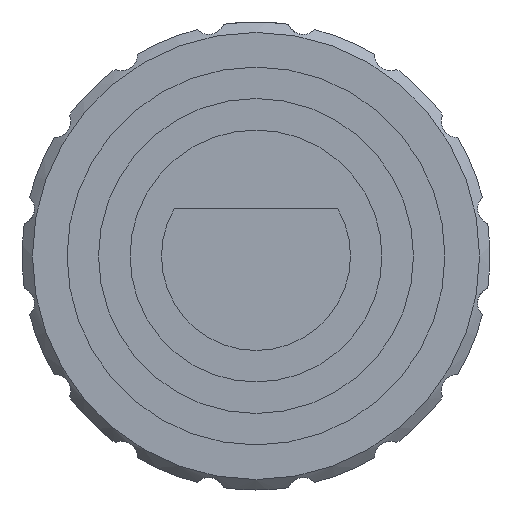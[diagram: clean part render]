
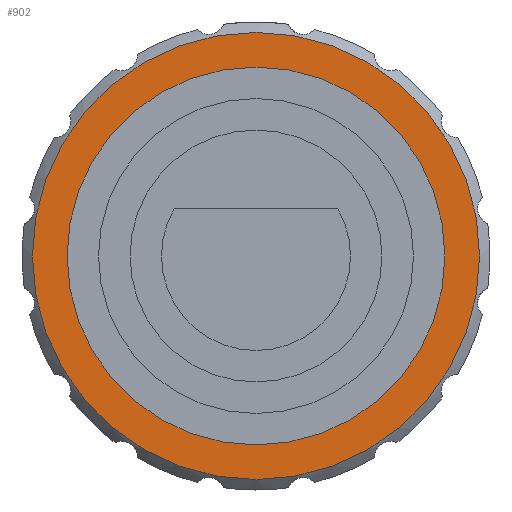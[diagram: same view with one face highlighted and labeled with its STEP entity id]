
A CAD part, front view. The second image highlights one B-rep face of the part: STEP entity #902.
In plain terms, the highlighted planar face has unit normal (0, -1, 0).
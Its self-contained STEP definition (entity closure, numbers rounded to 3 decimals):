
#23=FACE_BOUND('',#157,.T.);
#66=PLANE('',#1014);
#104=FACE_OUTER_BOUND('',#156,.T.);
#156=EDGE_LOOP('',(#750));
#157=EDGE_LOOP('',(#751));
#288=CIRCLE('',#942,6.);
#327=CIRCLE('',#991,7.1);
#338=VERTEX_POINT('',#1313);
#410=VERTEX_POINT('',#1898);
#429=EDGE_CURVE('',#338,#338,#288,.T.);
#515=EDGE_CURVE('',#410,#410,#327,.T.);
#750=ORIENTED_EDGE('',*,*,#515,.T.);
#751=ORIENTED_EDGE('',*,*,#429,.F.);
#902=ADVANCED_FACE('',(#104,#23),#66,.T.);
#942=AXIS2_PLACEMENT_3D('',#1315,#1053,#1054);
#991=AXIS2_PLACEMENT_3D('',#1899,#1166,#1167);
#1014=AXIS2_PLACEMENT_3D('',#1962,#1238,#1239);
#1053=DIRECTION('center_axis',(0.,-1.,0.));
#1054=DIRECTION('ref_axis',(0.,0.,-1.));
#1166=DIRECTION('center_axis',(0.,-1.,0.));
#1167=DIRECTION('ref_axis',(0.,0.,-1.));
#1238=DIRECTION('center_axis',(0.,-1.,0.));
#1239=DIRECTION('ref_axis',(0.,0.,-1.));
#1313=CARTESIAN_POINT('',(0.,14.4,6.));
#1315=CARTESIAN_POINT('Origin',(0.,14.4,0.));
#1898=CARTESIAN_POINT('',(0.,14.4,7.1));
#1899=CARTESIAN_POINT('Origin',(0.,14.4,0.));
#1962=CARTESIAN_POINT('Origin',(6.,14.4,0.));
